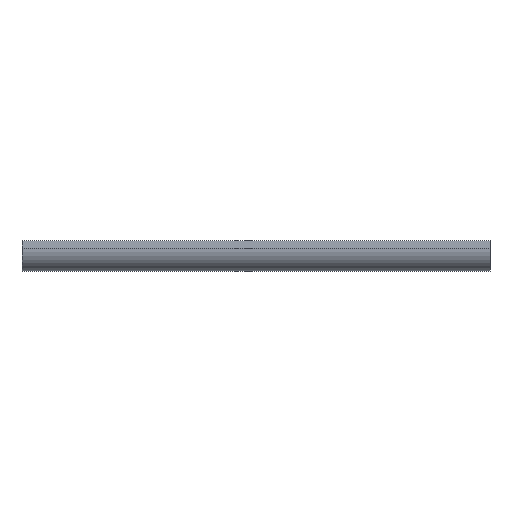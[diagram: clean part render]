
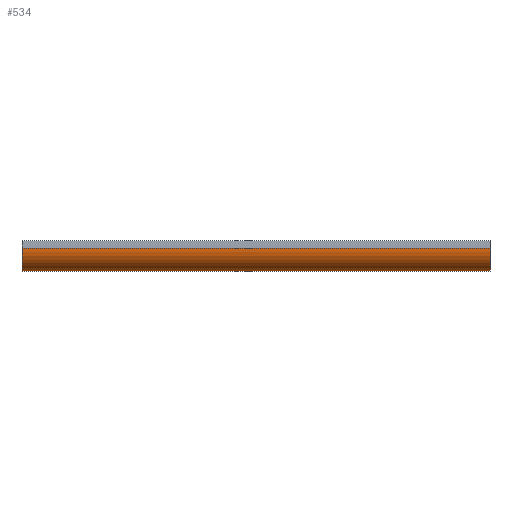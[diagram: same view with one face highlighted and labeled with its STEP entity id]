
A CAD part, left-side view. The second image highlights one B-rep face of the part: STEP entity #534.
In plain terms, the highlighted cylindrical face has radius 24.2 mm (diameter 48.4 mm), a partial arc.
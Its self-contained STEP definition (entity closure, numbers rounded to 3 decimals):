
#15=CYLINDRICAL_SURFACE('',#583,24.2);
#22=CIRCLE('',#575,24.2);
#29=CIRCLE('',#584,24.2);
#43=FACE_OUTER_BOUND('',#71,.T.);
#71=EDGE_LOOP('',(#400,#401,#402,#403));
#124=LINE('',#842,#188);
#125=LINE('',#846,#189);
#188=VECTOR('',#673,10.);
#189=VECTOR('',#678,10.);
#237=VERTEX_POINT('',#805);
#238=VERTEX_POINT('',#807);
#253=VERTEX_POINT('',#840);
#254=VERTEX_POINT('',#844);
#293=EDGE_CURVE('',#237,#238,#22,.F.);
#311=EDGE_CURVE('',#237,#253,#124,.T.);
#312=EDGE_CURVE('',#254,#253,#29,.T.);
#313=EDGE_CURVE('',#238,#254,#125,.T.);
#400=ORIENTED_EDGE('',*,*,#311,.T.);
#401=ORIENTED_EDGE('',*,*,#312,.F.);
#402=ORIENTED_EDGE('',*,*,#313,.F.);
#403=ORIENTED_EDGE('',*,*,#293,.F.);
#534=ADVANCED_FACE('',(#43),#15,.T.);
#575=AXIS2_PLACEMENT_3D('',#808,#646,#647);
#583=AXIS2_PLACEMENT_3D('',#843,#674,#675);
#584=AXIS2_PLACEMENT_3D('',#845,#676,#677);
#646=DIRECTION('center_axis',(0.,-1.,0.));
#647=DIRECTION('ref_axis',(-1.,0.,0.));
#673=DIRECTION('',(0.,-1.,0.));
#674=DIRECTION('center_axis',(0.,-1.,0.));
#675=DIRECTION('ref_axis',(-1.,0.,0.));
#676=DIRECTION('center_axis',(0.,-1.,0.));
#677=DIRECTION('ref_axis',(-1.,0.,0.));
#678=DIRECTION('',(0.,-1.,0.));
#805=CARTESIAN_POINT('',(63.363,378.041,-98.772));
#807=CARTESIAN_POINT('',(39.163,378.041,-74.572));
#808=CARTESIAN_POINT('Origin',(63.363,378.041,-74.572));
#840=CARTESIAN_POINT('',(63.363,-111.959,-98.772));
#842=CARTESIAN_POINT('',(63.363,-101.959,-98.772));
#843=CARTESIAN_POINT('Origin',(63.363,-101.959,-74.572));
#844=CARTESIAN_POINT('',(39.163,-111.959,-74.572));
#845=CARTESIAN_POINT('Origin',(63.363,-111.959,-74.572));
#846=CARTESIAN_POINT('',(39.163,-101.959,-74.572));
